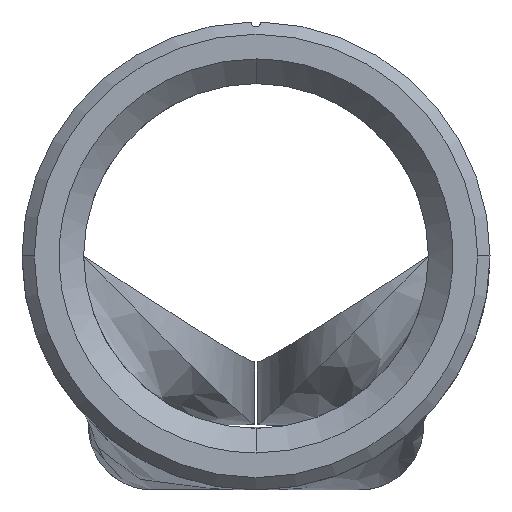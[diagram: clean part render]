
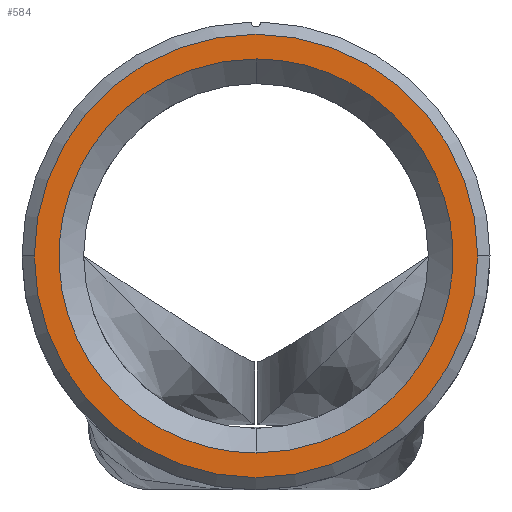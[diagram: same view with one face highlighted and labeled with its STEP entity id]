
A CAD part, front view. The second image highlights one B-rep face of the part: STEP entity #584.
In plain terms, the highlighted planar face has unit normal (0, -1, 0).
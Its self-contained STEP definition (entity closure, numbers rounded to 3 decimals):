
#80 = VERTEX_POINT ( 'NONE', #5891 ) ;
#417 = CARTESIAN_POINT ( 'NONE',  ( 4., -13.5, -0.524 ) ) ;
#454 = CARTESIAN_POINT ( 'NONE',  ( -1.047, -13.5, 3.896 ) ) ;
#490 = CARTESIAN_POINT ( 'NONE',  ( 0.524, -13.5, 4. ) ) ;
#584 = ADVANCED_FACE ( 'NONE', ( #1898, #4876 ), #3009, .F. ) ;
#644 = AXIS2_PLACEMENT_3D ( 'NONE', #6537, #1359, #2354 ) ;
#994 = CARTESIAN_POINT ( 'NONE',  ( 2.014, -13.5, 3.495 ) ) ;
#1030 = CARTESIAN_POINT ( 'NONE',  ( 3.495, -13.5, -2.014 ) ) ;
#1064 = CARTESIAN_POINT ( 'NONE',  ( 1.047, -13.5, 3.896 ) ) ;
#1173 = B_SPLINE_CURVE_WITH_KNOTS ( 'NONE', 3,
 ( #2295, #6927, #454, #1181, #4023, #7081, #3524, #7507, #5852, #1644, #2838, #3380, #2375, #5892, #4696, #3947, #3986, #7041 ),
 .UNSPECIFIED., .F., .F.,
 ( 4, 2, 2, 2, 2, 2, 2, 2, 4 ),
 ( 0., 0.125, 0.25, 0.375, 0.5, 0.625, 0.75, 0.875, 1. ),
 .UNSPECIFIED. ) ;
#1181 = CARTESIAN_POINT ( 'NONE',  ( -2.014, -13.5, 3.495 ) ) ;
#1359 = DIRECTION ( 'NONE',  ( 0., 1., 0. ) ) ;
#1390 = CIRCLE ( 'NONE', #644, 4.5 ) ;
#1577 = CARTESIAN_POINT ( 'NONE',  ( 2.014, -13.5, -3.495 ) ) ;
#1605 = DIRECTION ( 'NONE',  ( -1., 0., 0. ) ) ;
#1612 = CARTESIAN_POINT ( 'NONE',  ( 0., -13.5, -4. ) ) ;
#1630 = EDGE_CURVE ( 'NONE', #4472, #5882, #1173, .T. ) ;
#1644 = CARTESIAN_POINT ( 'NONE',  ( -4., -13.5, -0.524 ) ) ;
#1723 = CARTESIAN_POINT ( 'NONE',  ( 2.458, -13.5, 3.199 ) ) ;
#1778 = DIRECTION ( 'NONE',  ( 0., 0., 1. ) ) ;
#1898 = FACE_BOUND ( 'NONE', #3740, .T. ) ;
#1967 = AXIS2_PLACEMENT_3D ( 'NONE', #3943, #4648, #1605 ) ;
#2295 = CARTESIAN_POINT ( 'NONE',  ( 0., -13.5, 4. ) ) ;
#2354 = DIRECTION ( 'NONE',  ( -1., 0., 0. ) ) ;
#2375 = CARTESIAN_POINT ( 'NONE',  ( -3.199, -13.5, -2.458 ) ) ;
#2838 = CARTESIAN_POINT ( 'NONE',  ( -3.896, -13.5, -1.047 ) ) ;
#3009 = PLANE ( 'NONE',  #3493 ) ;
#3345 = CARTESIAN_POINT ( 'NONE',  ( 2.458, -13.5, -3.199 ) ) ;
#3380 = CARTESIAN_POINT ( 'NONE',  ( -3.495, -13.5, -2.014 ) ) ;
#3383 = CARTESIAN_POINT ( 'NONE',  ( 4., -13.5, 0.524 ) ) ;
#3416 = CARTESIAN_POINT ( 'NONE',  ( 0., -13.5, 4. ) ) ;
#3449 = CARTESIAN_POINT ( 'NONE',  ( 0.524, -13.5, -4. ) ) ;
#3493 = AXIS2_PLACEMENT_3D ( 'NONE', #5410, #7220, #1778 ) ;
#3524 = CARTESIAN_POINT ( 'NONE',  ( -3.495, -13.5, 2.014 ) ) ;
#3667 = ORIENTED_EDGE ( 'NONE', *, *, #1630, .F. ) ;
#3740 = EDGE_LOOP ( 'NONE', ( #6047, #3667 ) ) ;
#3943 = CARTESIAN_POINT ( 'NONE',  ( 0., -13.5, 0. ) ) ;
#3947 = CARTESIAN_POINT ( 'NONE',  ( -1.047, -13.5, -3.896 ) ) ;
#3986 = CARTESIAN_POINT ( 'NONE',  ( -0.524, -13.5, -4. ) ) ;
#4010 = EDGE_CURVE ( 'NONE', #6082, #80, #4298, .T. ) ;
#4023 = CARTESIAN_POINT ( 'NONE',  ( -2.458, -13.5, 3.199 ) ) ;
#4063 = CARTESIAN_POINT ( 'NONE',  ( 3.896, -13.5, 1.047 ) ) ;
#4298 = CIRCLE ( 'NONE', #1967, 4.5 ) ;
#4391 = CARTESIAN_POINT ( 'NONE',  ( 0., -13.5, 4. ) ) ;
#4472 = VERTEX_POINT ( 'NONE', #4391 ) ;
#4508 = CARTESIAN_POINT ( 'NONE',  ( 3.896, -13.5, -1.047 ) ) ;
#4648 = DIRECTION ( 'NONE',  ( 0., 1., 0. ) ) ;
#4696 = CARTESIAN_POINT ( 'NONE',  ( -2.014, -13.5, -3.495 ) ) ;
#4876 = FACE_OUTER_BOUND ( 'NONE', #5240, .T. ) ;
#5194 = CARTESIAN_POINT ( 'NONE',  ( 3.199, -13.5, 2.458 ) ) ;
#5234 = CARTESIAN_POINT ( 'NONE',  ( 1.047, -13.5, -3.896 ) ) ;
#5240 = EDGE_LOOP ( 'NONE', ( #6615, #6506 ) ) ;
#5410 = CARTESIAN_POINT ( 'NONE',  ( 3.5, -13.5, 0. ) ) ;
#5852 = CARTESIAN_POINT ( 'NONE',  ( -4., -13.5, 0.524 ) ) ;
#5882 = VERTEX_POINT ( 'NONE', #6241 ) ;
#5891 = CARTESIAN_POINT ( 'NONE',  ( -4.5, -13.5, 0. ) ) ;
#5892 = CARTESIAN_POINT ( 'NONE',  ( -2.458, -13.5, -3.199 ) ) ;
#6028 = CARTESIAN_POINT ( 'NONE',  ( 4.5, -13.5, 0. ) ) ;
#6047 = ORIENTED_EDGE ( 'NONE', *, *, #6251, .F. ) ;
#6082 = VERTEX_POINT ( 'NONE', #6028 ) ;
#6241 = CARTESIAN_POINT ( 'NONE',  ( 0., -13.5, -4. ) ) ;
#6251 = EDGE_CURVE ( 'NONE', #5882, #4472, #7020, .T. ) ;
#6506 = ORIENTED_EDGE ( 'NONE', *, *, #4010, .F. ) ;
#6537 = CARTESIAN_POINT ( 'NONE',  ( 0., -13.5, 0. ) ) ;
#6615 = ORIENTED_EDGE ( 'NONE', *, *, #7109, .F. ) ;
#6897 = CARTESIAN_POINT ( 'NONE',  ( 3.199, -13.5, -2.458 ) ) ;
#6927 = CARTESIAN_POINT ( 'NONE',  ( -0.524, -13.5, 4. ) ) ;
#7020 = B_SPLINE_CURVE_WITH_KNOTS ( 'NONE', 3,
 ( #1612, #3449, #5234, #1577, #3345, #6897, #1030, #4508, #417, #3383, #4063, #7439, #5194, #1723, #994, #1064, #490, #3416 ),
 .UNSPECIFIED., .F., .F.,
 ( 4, 2, 2, 2, 2, 2, 2, 2, 4 ),
 ( 0., 0.125, 0.25, 0.375, 0.5, 0.625, 0.75, 0.875, 1. ),
 .UNSPECIFIED. ) ;
#7041 = CARTESIAN_POINT ( 'NONE',  ( 0., -13.5, -4. ) ) ;
#7081 = CARTESIAN_POINT ( 'NONE',  ( -3.199, -13.5, 2.458 ) ) ;
#7109 = EDGE_CURVE ( 'NONE', #80, #6082, #1390, .T. ) ;
#7220 = DIRECTION ( 'NONE',  ( 0., 1., 0. ) ) ;
#7439 = CARTESIAN_POINT ( 'NONE',  ( 3.495, -13.5, 2.014 ) ) ;
#7507 = CARTESIAN_POINT ( 'NONE',  ( -3.896, -13.5, 1.047 ) ) ;
